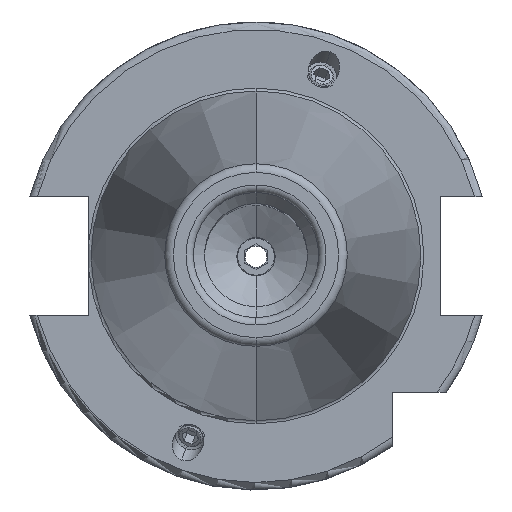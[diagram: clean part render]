
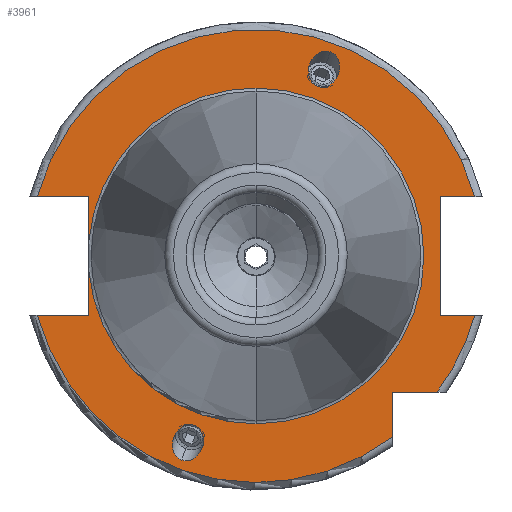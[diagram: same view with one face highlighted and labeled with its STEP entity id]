
A CAD part, top view. The second image highlights one B-rep face of the part: STEP entity #3961.
In plain terms, the highlighted planar face has unit normal (0, 0, 1).
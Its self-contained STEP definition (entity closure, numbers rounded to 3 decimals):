
#963=CARTESIAN_POINT('',(0,0,15.9));
#964=DIRECTION('',(0,0,1));
#965=DIRECTION('',(0.965,0.262,0));
#966=AXIS2_PLACEMENT_3D('',#963,#964,#965);
#1014=CARTESIAN_POINT('',(0,0,15.9));
#1015=DIRECTION('',(0,0,1));
#1016=DIRECTION('',(-0.965,-0.262,0));
#1017=AXIS2_PLACEMENT_3D('',#1014,#1015,#1016);
#1030=DIRECTION('',(1,0,0));
#1031=VECTOR('',#1030,7.004);
#1032=CARTESIAN_POINT('',(-29.704,-8.05,15.9));
#1033=LINE('',#1032,#1031);
#1034=DIRECTION('',(0,1,0));
#1035=VECTOR('',#1034,5.917);
#1036=CARTESIAN_POINT('',(-22.7,-8.05,15.9));
#1037=LINE('',#1036,#1035);
#1038=DIRECTION('',(0,1,0));
#1039=VECTOR('',#1038,5.917);
#1040=CARTESIAN_POINT('',(-22.7,2.133,15.9));
#1041=LINE('',#1040,#1039);
#1042=DIRECTION('',(1,0,0));
#1043=VECTOR('',#1042,7.004);
#1044=CARTESIAN_POINT('',(-29.704,8.05,15.9));
#1045=LINE('',#1044,#1043);
#1046=DIRECTION('',(-1,0,0));
#1047=VECTOR('',#1046,4.704);
#1048=CARTESIAN_POINT('',(29.704,8.05,15.9));
#1049=LINE('',#1048,#1047);
#1050=DIRECTION('',(0,-1,0));
#1051=VECTOR('',#1050,16.1);
#1052=CARTESIAN_POINT('',(25,8.05,15.9));
#1053=LINE('',#1052,#1051);
#1054=DIRECTION('',(-1,0,0));
#1055=VECTOR('',#1054,4.704);
#1056=CARTESIAN_POINT('',(29.704,-8.05,15.9));
#1057=LINE('',#1056,#1055);
#1058=CARTESIAN_POINT('',(0,0,15.9));
#1059=DIRECTION('',(0,0,1));
#1060=DIRECTION('',(0.799,-0.601,0));
#1061=AXIS2_PLACEMENT_3D('',#1058,#1059,#1060);
#1063=DIRECTION('',(-1,0,0));
#1064=VECTOR('',#1063,6.094);
#1065=CARTESIAN_POINT('',(24.594,-18.5,15.9));
#1066=LINE('',#1065,#1064);
#1067=DIRECTION('',(0,1,0));
#1068=VECTOR('',#1067,6.094);
#1069=CARTESIAN_POINT('',(18.5,-24.594,15.9));
#1070=LINE('',#1069,#1068);
#1071=CARTESIAN_POINT('',(10.09,27.723,15.9));
#1072=CARTESIAN_POINT('',(9.863,27.806,15.9));
#1073=CARTESIAN_POINT('',(9.337,27.884,15.9));
#1074=CARTESIAN_POINT('',(8.455,27.594,15.9));
#1075=CARTESIAN_POINT('',(7.834,27.033,15.9));
#1076=CARTESIAN_POINT('',(7.483,26.49,15.9));
#1077=CARTESIAN_POINT('',(7.298,26.077,15.9));
#1078=CARTESIAN_POINT('',(7.174,25.641,15.9));
#1079=CARTESIAN_POINT('',(7.094,25.,15.9));
#1080=CARTESIAN_POINT('',(7.208,24.17,15.9));
#1081=CARTESIAN_POINT('',(7.698,23.381,15.9));
#1082=CARTESIAN_POINT('',(8.152,23.103,15.9));
#1083=CARTESIAN_POINT('',(8.379,23.02,15.9));
#1085=CARTESIAN_POINT('',(8.379,23.02,15.9));
#1086=CARTESIAN_POINT('',(8.606,22.937,15.9));
#1087=CARTESIAN_POINT('',(9.133,22.859,15.9));
#1088=CARTESIAN_POINT('',(10.014,23.149,15.9));
#1089=CARTESIAN_POINT('',(10.635,23.711,15.9));
#1090=CARTESIAN_POINT('',(10.986,24.253,15.9));
#1091=CARTESIAN_POINT('',(11.171,24.667,15.9));
#1092=CARTESIAN_POINT('',(11.295,25.103,15.9));
#1093=CARTESIAN_POINT('',(11.375,25.744,15.9));
#1094=CARTESIAN_POINT('',(11.261,26.573,15.9));
#1095=CARTESIAN_POINT('',(10.771,27.362,15.9));
#1096=CARTESIAN_POINT('',(10.318,27.641,15.9));
#1097=CARTESIAN_POINT('',(10.09,27.723,15.9));
#1099=CARTESIAN_POINT('',(-10.09,-27.723,15.9));
#1100=CARTESIAN_POINT('',(-10.318,-27.641,15.9));
#1101=CARTESIAN_POINT('',(-10.771,-27.362,15.9));
#1102=CARTESIAN_POINT('',(-11.261,-26.573,15.9));
#1103=CARTESIAN_POINT('',(-11.375,-25.744,15.9));
#1104=CARTESIAN_POINT('',(-11.295,-25.103,15.9));
#1105=CARTESIAN_POINT('',(-11.171,-24.667,15.9));
#1106=CARTESIAN_POINT('',(-10.986,-24.253,15.9));
#1107=CARTESIAN_POINT('',(-10.635,-23.711,15.9));
#1108=CARTESIAN_POINT('',(-10.014,-23.149,15.9));
#1109=CARTESIAN_POINT('',(-9.133,-22.859,15.9));
#1110=CARTESIAN_POINT('',(-8.606,-22.937,15.9));
#1111=CARTESIAN_POINT('',(-8.379,-23.02,15.9));
#1113=CARTESIAN_POINT('',(-8.379,-23.02,15.9));
#1114=CARTESIAN_POINT('',(-8.152,-23.103,15.9));
#1115=CARTESIAN_POINT('',(-7.698,-23.381,15.9));
#1116=CARTESIAN_POINT('',(-7.208,-24.17,15.9));
#1117=CARTESIAN_POINT('',(-7.094,-25.,15.9));
#1118=CARTESIAN_POINT('',(-7.174,-25.641,15.9));
#1119=CARTESIAN_POINT('',(-7.298,-26.077,15.9));
#1120=CARTESIAN_POINT('',(-7.483,-26.49,15.9));
#1121=CARTESIAN_POINT('',(-7.834,-27.033,15.9));
#1122=CARTESIAN_POINT('',(-8.455,-27.594,15.9));
#1123=CARTESIAN_POINT('',(-9.337,-27.884,15.9));
#1124=CARTESIAN_POINT('',(-9.863,-27.806,15.9));
#1125=CARTESIAN_POINT('',(-10.09,-27.723,15.9));
#1137=CARTESIAN_POINT('',(0,0,15.9));
#1138=DIRECTION('',(0,0,1));
#1139=DIRECTION('',(0,1,0));
#1140=AXIS2_PLACEMENT_3D('',#1137,#1138,#1139);
#1152=CARTESIAN_POINT('',(0,0,15.9));
#1153=DIRECTION('',(0,0,1));
#1154=DIRECTION('',(-0.996,-0.094,0));
#1155=AXIS2_PLACEMENT_3D('',#1152,#1153,#1154);
#1157=CARTESIAN_POINT('',(0,0,15.9));
#1158=DIRECTION('',(0,0,-1));
#1159=DIRECTION('',(0,1,0));
#1160=AXIS2_PLACEMENT_3D('',#1157,#1158,#1159);
#2577=CARTESIAN_POINT('',(0,22.8,15.9));
#2579=VERTEX_POINT('',#2577);
#2599=CARTESIAN_POINT('',(0,-22.8,15.9));
#2601=VERTEX_POINT('',#2599);
#2747=CARTESIAN_POINT('',(-29.704,-8.05,15.9));
#2748=CARTESIAN_POINT('',(-22.7,-8.05,15.9));
#2749=VERTEX_POINT('',#2747);
#2750=VERTEX_POINT('',#2748);
#2751=CARTESIAN_POINT('',(-22.7,-2.133,15.9));
#2752=VERTEX_POINT('',#2751);
#2753=CARTESIAN_POINT('',(-22.7,2.133,15.9));
#2754=CARTESIAN_POINT('',(-22.7,8.05,15.9));
#2755=VERTEX_POINT('',#2753);
#2756=VERTEX_POINT('',#2754);
#2757=CARTESIAN_POINT('',(-29.704,8.05,15.9));
#2758=VERTEX_POINT('',#2757);
#2759=CARTESIAN_POINT('',(25,8.05,15.9));
#2760=CARTESIAN_POINT('',(25,-8.05,15.9));
#2761=VERTEX_POINT('',#2759);
#2762=VERTEX_POINT('',#2760);
#2763=CARTESIAN_POINT('',(29.704,-8.05,15.9));
#2764=VERTEX_POINT('',#2763);
#2765=CARTESIAN_POINT('',(29.704,8.05,15.9));
#2766=VERTEX_POINT('',#2765);
#2767=CARTESIAN_POINT('',(18.5,-24.594,15.9));
#2768=CARTESIAN_POINT('',(18.5,-18.5,15.9));
#2769=VERTEX_POINT('',#2767);
#2770=VERTEX_POINT('',#2768);
#2771=CARTESIAN_POINT('',(24.594,-18.5,15.9));
#2772=VERTEX_POINT('',#2771);
#2861=VERTEX_POINT('',#1071);
#2862=VERTEX_POINT('',#1083);
#2918=CARTESIAN_POINT('',(-10.09,-27.723,15.9));
#2920=VERTEX_POINT('',#2918);
#2925=CARTESIAN_POINT('',(-8.379,-23.02,15.9));
#2926=VERTEX_POINT('',#2925);
#3922=CARTESIAN_POINT('',(0,0,15.9));
#3923=DIRECTION('',(0,0,-1));
#3924=DIRECTION('',(0,-1,0));
#3925=AXIS2_PLACEMENT_3D('',#3922,#3923,#3924);
#3926=PLANE('',#3925);
#3927=ORIENTED_EDGE('',*,*,#3127,.T.);
#3928=ORIENTED_EDGE('',*,*,#3166,.T.);
#3930=ORIENTED_EDGE('',*,*,#3929,.T.);
#3932=ORIENTED_EDGE('',*,*,#3931,.F.);
#3934=ORIENTED_EDGE('',*,*,#3933,.T.);
#3935=ORIENTED_EDGE('',*,*,#3162,.T.);
#3936=ORIENTED_EDGE('',*,*,#3200,.F.);
#3937=ORIENTED_EDGE('',*,*,#3900,.F.);
#3939=ORIENTED_EDGE('',*,*,#3938,.T.);
#3941=ORIENTED_EDGE('',*,*,#3940,.T.);
#3942=ORIENTED_EDGE('',*,*,#3276,.F.);
#3943=ORIENTED_EDGE('',*,*,#3890,.F.);
#3944=ORIENTED_EDGE('',*,*,#3333,.T.);
#3945=ORIENTED_EDGE('',*,*,#3384,.F.);
#3946=ORIENTED_EDGE('',*,*,#3916,.F.);
#3947=EDGE_LOOP('',(#3927,#3928,#3930,#3932,#3934,#3935,#3936,#3937,#3939,#3941,
#3942,#3943,#3944,#3945,#3946));
#3948=FACE_OUTER_BOUND('',#3947,.F.);
#3950=ORIENTED_EDGE('',*,*,#3949,.T.);
#3952=ORIENTED_EDGE('',*,*,#3951,.T.);
#3953=EDGE_LOOP('',(#3950,#3952));
#3954=FACE_BOUND('',#3953,.F.);
#3956=ORIENTED_EDGE('',*,*,#3955,.F.);
#3958=ORIENTED_EDGE('',*,*,#3957,.F.);
#3959=EDGE_LOOP('',(#3956,#3958));
#3960=FACE_BOUND('',#3959,.F.);
#3961=ADVANCED_FACE('',(#3948,#3954,#3960),#3926,.F.);
#967=CIRCLE('',#966,30.775);
#1018=CIRCLE('',#1017,30.775);
#1062=CIRCLE('',#1061,30.775);
#1084=B_SPLINE_CURVE_WITH_KNOTS('',3,(#1071,#1072,#1073,#1074,#1075,#1076,#1077,
#1078,#1079,#1080,#1081,#1082,#1083),.UNSPECIFIED.,.F.,.F.,(4,1,1,1,1,1,1,1,1,1,
4),(0,0.125,0.25,0.375,0.438,0.5,0.563,0.625,0.75,0.875,
1.0),.UNSPECIFIED.);
#1098=B_SPLINE_CURVE_WITH_KNOTS('',3,(#1085,#1086,#1087,#1088,#1089,#1090,#1091,
#1092,#1093,#1094,#1095,#1096,#1097),.UNSPECIFIED.,.F.,.F.,(4,1,1,1,1,1,1,1,1,1,
4),(0,0.125,0.25,0.375,0.438,0.5,0.563,0.625,0.75,0.875,
1.0),.UNSPECIFIED.);
#1112=B_SPLINE_CURVE_WITH_KNOTS('',3,(#1099,#1100,#1101,#1102,#1103,#1104,#1105,
#1106,#1107,#1108,#1109,#1110,#1111),.UNSPECIFIED.,.F.,.F.,(4,1,1,1,1,1,1,1,1,1,
4),(0,0.125,0.25,0.375,0.438,0.5,0.563,0.625,0.75,0.875,
1.0),.UNSPECIFIED.);
#1126=B_SPLINE_CURVE_WITH_KNOTS('',3,(#1113,#1114,#1115,#1116,#1117,#1118,#1119,
#1120,#1121,#1122,#1123,#1124,#1125),.UNSPECIFIED.,.F.,.F.,(4,1,1,1,1,1,1,1,1,1,
4),(0,0.125,0.25,0.375,0.438,0.5,0.563,0.625,0.75,0.875,
1.0),.UNSPECIFIED.);
#1141=CIRCLE('',#1140,22.8);
#1156=CIRCLE('',#1155,22.8);
#1161=CIRCLE('',#1160,22.8);
#3127=EDGE_CURVE('',#2749,#2750,#1033,.T.);
#3162=EDGE_CURVE('',#2755,#2756,#1041,.T.);
#3166=EDGE_CURVE('',#2750,#2752,#1037,.T.);
#3200=EDGE_CURVE('',#2758,#2756,#1045,.T.);
#3276=EDGE_CURVE('',#2764,#2762,#1057,.T.);
#3333=EDGE_CURVE('',#2772,#2770,#1066,.T.);
#3384=EDGE_CURVE('',#2769,#2770,#1070,.T.);
#3890=EDGE_CURVE('',#2772,#2764,#1062,.T.);
#3900=EDGE_CURVE('',#2766,#2758,#967,.T.);
#3916=EDGE_CURVE('',#2749,#2769,#1018,.T.);
#3929=EDGE_CURVE('',#2752,#2601,#1156,.T.);
#3931=EDGE_CURVE('',#2579,#2601,#1161,.T.);
#3933=EDGE_CURVE('',#2579,#2755,#1141,.T.);
#3938=EDGE_CURVE('',#2766,#2761,#1049,.T.);
#3940=EDGE_CURVE('',#2761,#2762,#1053,.T.);
#3949=EDGE_CURVE('',#2861,#2862,#1084,.T.);
#3951=EDGE_CURVE('',#2862,#2861,#1098,.T.);
#3955=EDGE_CURVE('',#2920,#2926,#1112,.T.);
#3957=EDGE_CURVE('',#2926,#2920,#1126,.T.);
